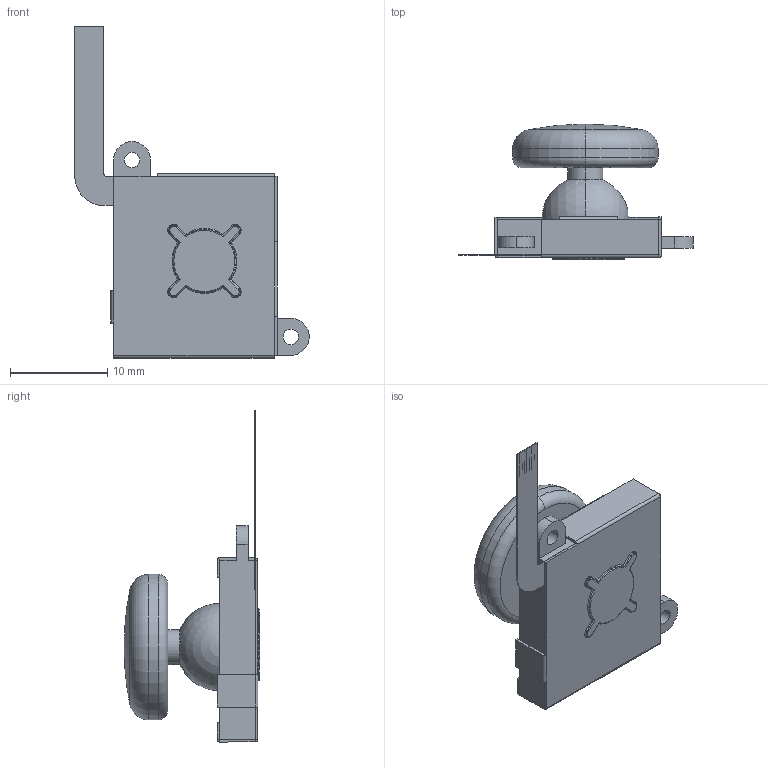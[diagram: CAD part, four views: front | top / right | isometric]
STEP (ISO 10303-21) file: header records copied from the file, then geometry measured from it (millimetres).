
FILE_DESCRIPTION (( 'STEP AP214' ), '1' );
FILE_NAME ('Switch Joystick.STEP', '2019-08-13T18:14:20', ( '' ), ( '' ), 'SwSTEP 2.0', 'SolidWorks 2018', '' );
FILE_SCHEMA (( 'AUTOMOTIVE_DESIGN' ));
Length unit declared in the file: inch
Products named in the file (3): Part3^Switch Joystick; Sheet; Switch Joystick
Assembly tree (2 placements, depth 2):
  Switch Joystick
    Sheet
    Part3^Switch Joystick
Bounding box: 24.16 x 14 x 34.22 mm (x, y, z)
Volume: 2171.5 mm3; surface area: 2621.7 mm2
Topology: 2 solids, 2 shells, 272 faces, 655 edges, 387 vertices
Faces by surface type: plane 131, cylinder 83, torus 52, sphere 6
Entity records: 9087 total; most frequent: CARTESIAN_POINT 1815, DIRECTION 1393, ORIENTED_EDGE 1298, EDGE_CURVE 649, AXIS2_PLACEMENT_3D 495, VECTOR 403, LINE 403, VERTEX_POINT 385
